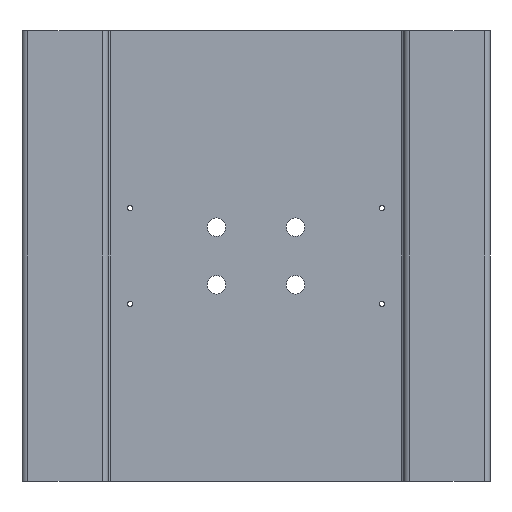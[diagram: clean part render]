
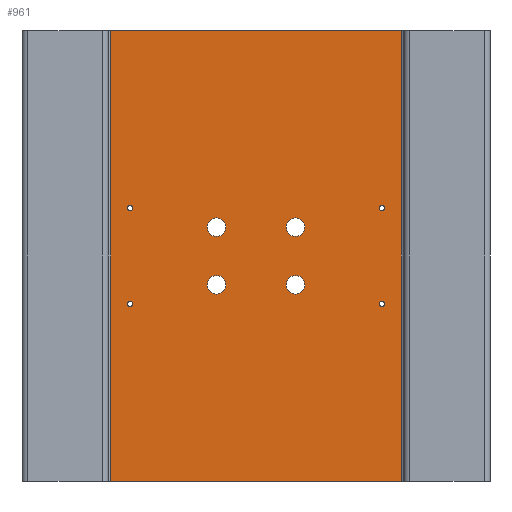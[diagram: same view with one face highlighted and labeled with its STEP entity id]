
A CAD part, front view. The second image highlights one B-rep face of the part: STEP entity #961.
In plain terms, the highlighted planar face has unit normal (0, -1, 0).
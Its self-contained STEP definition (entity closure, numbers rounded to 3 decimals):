
#31=FACE_BOUND('',#220,.T.);
#32=FACE_BOUND('',#221,.T.);
#33=FACE_BOUND('',#222,.T.);
#34=FACE_BOUND('',#223,.T.);
#35=FACE_BOUND('',#224,.T.);
#36=FACE_BOUND('',#225,.T.);
#37=FACE_BOUND('',#226,.T.);
#38=FACE_BOUND('',#227,.T.);
#80=PLANE('',#1066);
#141=FACE_OUTER_BOUND('',#219,.T.);
#219=EDGE_LOOP('',(#868,#869,#870,#871));
#220=EDGE_LOOP('',(#872));
#221=EDGE_LOOP('',(#873));
#222=EDGE_LOOP('',(#874));
#223=EDGE_LOOP('',(#875));
#224=EDGE_LOOP('',(#876));
#225=EDGE_LOOP('',(#877));
#226=EDGE_LOOP('',(#878));
#227=EDGE_LOOP('',(#879));
#260=CIRCLE('',#1051,1.5);
#261=CIRCLE('',#1053,1.5);
#262=CIRCLE('',#1055,1.5);
#263=CIRCLE('',#1057,1.5);
#264=CIRCLE('',#1059,5.15);
#265=CIRCLE('',#1061,5.15);
#266=CIRCLE('',#1063,5.15);
#267=CIRCLE('',#1065,5.15);
#342=LINE('',#1549,#426);
#347=LINE('',#1567,#431);
#349=LINE('',#1570,#433);
#351=LINE('',#1590,#435);
#426=VECTOR('',#1273,251.);
#431=VECTOR('',#1296,251.);
#433=VECTOR('',#1300,161.425);
#435=VECTOR('',#1322,161.425);
#486=VERTEX_POINT('',#1540);
#487=VERTEX_POINT('',#1544);
#490=VERTEX_POINT('',#1558);
#491=VERTEX_POINT('',#1562);
#500=VERTEX_POINT('',#1592);
#501=VERTEX_POINT('',#1595);
#502=VERTEX_POINT('',#1598);
#503=VERTEX_POINT('',#1601);
#504=VERTEX_POINT('',#1604);
#505=VERTEX_POINT('',#1607);
#506=VERTEX_POINT('',#1610);
#507=VERTEX_POINT('',#1613);
#602=EDGE_CURVE('',#486,#487,#342,.T.);
#611=EDGE_CURVE('',#490,#491,#347,.T.);
#613=EDGE_CURVE('',#487,#490,#349,.T.);
#623=EDGE_CURVE('',#491,#486,#351,.T.);
#624=EDGE_CURVE('',#500,#500,#260,.T.);
#625=EDGE_CURVE('',#501,#501,#261,.T.);
#626=EDGE_CURVE('',#502,#502,#262,.T.);
#627=EDGE_CURVE('',#503,#503,#263,.T.);
#628=EDGE_CURVE('',#504,#504,#264,.T.);
#629=EDGE_CURVE('',#505,#505,#265,.T.);
#630=EDGE_CURVE('',#506,#506,#266,.T.);
#631=EDGE_CURVE('',#507,#507,#267,.T.);
#868=ORIENTED_EDGE('',*,*,#602,.T.);
#869=ORIENTED_EDGE('',*,*,#613,.T.);
#870=ORIENTED_EDGE('',*,*,#611,.T.);
#871=ORIENTED_EDGE('',*,*,#623,.T.);
#872=ORIENTED_EDGE('',*,*,#624,.T.);
#873=ORIENTED_EDGE('',*,*,#625,.T.);
#874=ORIENTED_EDGE('',*,*,#626,.T.);
#875=ORIENTED_EDGE('',*,*,#627,.T.);
#876=ORIENTED_EDGE('',*,*,#628,.T.);
#877=ORIENTED_EDGE('',*,*,#629,.T.);
#878=ORIENTED_EDGE('',*,*,#630,.T.);
#879=ORIENTED_EDGE('',*,*,#631,.T.);
#961=ADVANCED_FACE('',(#141,#31,#32,#33,#34,#35,#36,#37,#38),#80,.F.);
#1051=AXIS2_PLACEMENT_3D('',#1593,#1325,#1326);
#1053=AXIS2_PLACEMENT_3D('',#1596,#1329,#1330);
#1055=AXIS2_PLACEMENT_3D('',#1599,#1333,#1334);
#1057=AXIS2_PLACEMENT_3D('',#1602,#1337,#1338);
#1059=AXIS2_PLACEMENT_3D('',#1605,#1341,#1342);
#1061=AXIS2_PLACEMENT_3D('',#1608,#1345,#1346);
#1063=AXIS2_PLACEMENT_3D('',#1611,#1349,#1350);
#1065=AXIS2_PLACEMENT_3D('',#1614,#1353,#1354);
#1066=AXIS2_PLACEMENT_3D('',#1615,#1355,#1356);
#1273=DIRECTION('',(0.,0.,-1.));
#1296=DIRECTION('',(0.,0.,1.));
#1300=DIRECTION('',(1.,0.,0.));
#1322=DIRECTION('',(-1.,0.,0.));
#1325=DIRECTION('center_axis',(0.,1.,0.));
#1326=DIRECTION('ref_axis',(-1.,0.,0.));
#1329=DIRECTION('center_axis',(0.,1.,0.));
#1330=DIRECTION('ref_axis',(-1.,0.,0.));
#1333=DIRECTION('center_axis',(0.,1.,0.));
#1334=DIRECTION('ref_axis',(-1.,0.,0.));
#1337=DIRECTION('center_axis',(0.,1.,0.));
#1338=DIRECTION('ref_axis',(-1.,0.,0.));
#1341=DIRECTION('center_axis',(0.,1.,0.));
#1342=DIRECTION('ref_axis',(-1.,0.,0.));
#1345=DIRECTION('center_axis',(0.,1.,0.));
#1346=DIRECTION('ref_axis',(-1.,0.,0.));
#1349=DIRECTION('center_axis',(0.,1.,0.));
#1350=DIRECTION('ref_axis',(-1.,0.,0.));
#1353=DIRECTION('center_axis',(0.,1.,0.));
#1354=DIRECTION('ref_axis',(-1.,0.,0.));
#1355=DIRECTION('center_axis',(0.,1.,0.));
#1356=DIRECTION('ref_axis',(0.,0.,1.));
#1540=CARTESIAN_POINT('',(-80.713,0.,125.5));
#1544=CARTESIAN_POINT('',(-80.713,0.,-125.5));
#1549=CARTESIAN_POINT('',(-80.713,0.,-62.75));
#1558=CARTESIAN_POINT('',(80.713,0.,-125.5));
#1562=CARTESIAN_POINT('',(80.713,0.,125.5));
#1567=CARTESIAN_POINT('',(80.713,0.,62.75));
#1570=CARTESIAN_POINT('',(-82.3,0.,-125.5));
#1590=CARTESIAN_POINT('',(82.3,0.,125.5));
#1592=CARTESIAN_POINT('',(71.5,0.,26.667));
#1593=CARTESIAN_POINT('Origin',(70.,0.,26.667));
#1595=CARTESIAN_POINT('',(71.5,0.,-26.667));
#1596=CARTESIAN_POINT('Origin',(70.,0.,-26.667));
#1598=CARTESIAN_POINT('',(-68.5,0.,26.667));
#1599=CARTESIAN_POINT('Origin',(-70.,0.,26.667));
#1601=CARTESIAN_POINT('',(-68.5,0.,-26.667));
#1602=CARTESIAN_POINT('Origin',(-70.,0.,-26.667));
#1604=CARTESIAN_POINT('',(27.15,0.,16.));
#1605=CARTESIAN_POINT('Origin',(22.,0.,16.));
#1607=CARTESIAN_POINT('',(27.15,0.,-16.));
#1608=CARTESIAN_POINT('Origin',(22.,0.,-16.));
#1610=CARTESIAN_POINT('',(-16.85,0.,16.));
#1611=CARTESIAN_POINT('Origin',(-22.,0.,16.));
#1613=CARTESIAN_POINT('',(-16.85,0.,-16.));
#1614=CARTESIAN_POINT('Origin',(-22.,0.,-16.));
#1615=CARTESIAN_POINT('Origin',(0.,0.,0.));
